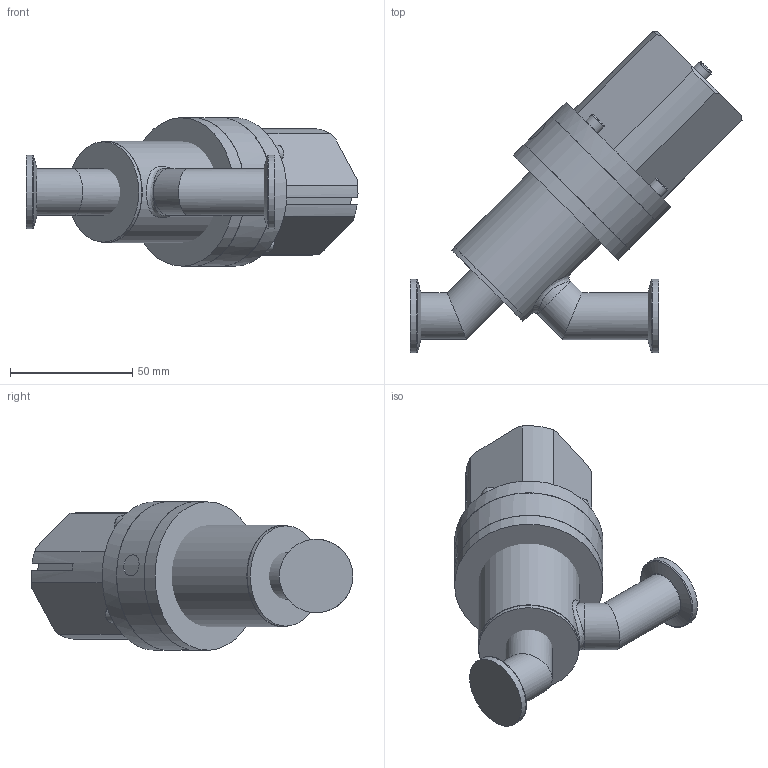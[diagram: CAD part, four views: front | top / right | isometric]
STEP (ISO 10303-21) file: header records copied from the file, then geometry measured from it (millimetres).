
FILE_DESCRIPTION(/* description */ (''),/* implementation_level */ '2;1');
FILE_NAME(/* name */ 'A2518YS1AVX00K0162_包膜.stp',/* time_stamp */ '2016-08-25T15:41:46+08:00',/* author */ ('raccy_lai'),/* organization */ (''),/* preprocessor_version */ 'ST-DEVELOPER v16.1',/* originating_system */ 'Autodesk Inventor 2016',/* authorisation */ '');
FILE_SCHEMA (('AUTOMOTIVE_DESIGN { 1 0 10303 214 3 1 1 }'));
Length unit declared in the file: millimetre
Products named in the file (1): A2518YS1AVX00K0162_包膜
Bounding box: 135.57 x 131.4 x 60.63 mm (x, y, z)
Surface area: 51980.3 mm2 (no closed solid volume)
Topology: 0 solids, 21 shells, 81 faces, 196 edges, 133 vertices
Faces by surface type: plane 39, cylinder 24, cone 10, torus 7, bspline 1
Full cylindrical faces by diameter (mm): 7 x4, 7.1 x1, 19.1 x4, 19.3 x1, 30 x2, 41 x1, 41.4 x1, 60.64 x3
Entity records: 2394 total; most frequent: CARTESIAN_POINT 575, DIRECTION 365, ORIENTED_EDGE 262, EDGE_CURVE 160, AXIS2_PLACEMENT_3D 152, VERTEX_POINT 125, EDGE_LOOP 109, FACE_OUTER_BOUND 81
